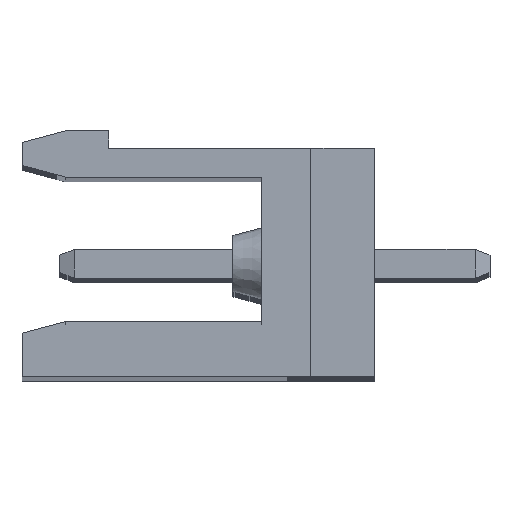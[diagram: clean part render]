
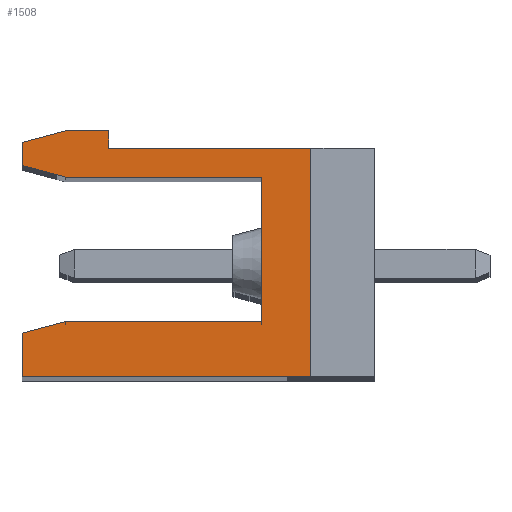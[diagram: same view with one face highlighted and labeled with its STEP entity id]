
A CAD part, top view. The second image highlights one B-rep face of the part: STEP entity #1508.
In plain terms, the highlighted planar face has unit normal (0, 0, 1).
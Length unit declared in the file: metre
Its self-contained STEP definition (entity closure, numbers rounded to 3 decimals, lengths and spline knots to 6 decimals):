
#1508=ADVANCED_FACE('',(#3779),#3780,.F.);
#3779=FACE_OUTER_BOUND('',#6795,.T.);
#3780=PLANE('',#6796);
#6795=EDGE_LOOP('',(#11449,#11450,#11451,#11452,#11453,#11454,#11455,#11456,#11457,#11458,#11459,#11460,#11461));
#6796=AXIS2_PLACEMENT_3D('',#11462,#11463,#11464);
#11449=ORIENTED_EDGE('',*,*,#18972,.F.);
#11450=ORIENTED_EDGE('',*,*,#18486,.F.);
#11451=ORIENTED_EDGE('',*,*,#18934,.F.);
#11452=ORIENTED_EDGE('',*,*,#18728,.F.);
#11453=ORIENTED_EDGE('',*,*,#18973,.T.);
#11454=ORIENTED_EDGE('',*,*,#18974,.T.);
#11455=ORIENTED_EDGE('',*,*,#18975,.T.);
#11456=ORIENTED_EDGE('',*,*,#17792,.T.);
#11457=ORIENTED_EDGE('',*,*,#18976,.T.);
#11458=ORIENTED_EDGE('',*,*,#18977,.T.);
#11459=ORIENTED_EDGE('',*,*,#18978,.T.);
#11460=ORIENTED_EDGE('',*,*,#18979,.T.);
#11461=ORIENTED_EDGE('',*,*,#17884,.F.);
#11462=CARTESIAN_POINT('',(-0.0037,0.0069,1.31824));
#11463=DIRECTION('',(0.0,0.0,-1.0));
#11464=DIRECTION('',(0.0,-1.0,0.0));
#17792=EDGE_CURVE('',#21264,#21262,#21265,.T.);
#17884=EDGE_CURVE('',#21444,#21446,#21447,.T.);
#18486=EDGE_CURVE('',#22411,#22412,#22413,.T.);
#18728=EDGE_CURVE('',#22792,#22788,#22794,.T.);
#18934=EDGE_CURVE('',#22788,#22411,#23083,.T.);
#18972=EDGE_CURVE('',#22412,#21444,#23132,.T.);
#18973=EDGE_CURVE('',#22792,#23133,#23134,.T.);
#18974=EDGE_CURVE('',#23133,#23135,#23136,.T.);
#18975=EDGE_CURVE('',#23135,#21264,#23137,.T.);
#18976=EDGE_CURVE('',#21262,#23138,#23139,.T.);
#18977=EDGE_CURVE('',#23138,#23140,#23141,.T.);
#18978=EDGE_CURVE('',#23140,#23142,#23143,.T.);
#18979=EDGE_CURVE('',#23142,#21446,#23144,.T.);
#21262=VERTEX_POINT('',#26282);
#21264=VERTEX_POINT('',#26285);
#21265=LINE('',#26286,#26287);
#21444=VERTEX_POINT('',#26555);
#21446=VERTEX_POINT('',#26558);
#21447=LINE('',#26559,#26560);
#22411=VERTEX_POINT('',#28013);
#22412=VERTEX_POINT('',#28014);
#22413=LINE('',#28015,#28016);
#22788=VERTEX_POINT('',#28556);
#22792=VERTEX_POINT('',#28564);
#22794=LINE('',#28567,#28568);
#23083=LINE('',#28999,#29000);
#23132=LINE('',#29071,#29072);
#23133=VERTEX_POINT('',#29073);
#23134=LINE('',#29074,#29075);
#23135=VERTEX_POINT('',#29076);
#23136=LINE('',#29077,#29078);
#23137=LINE('',#29079,#29080);
#23138=VERTEX_POINT('',#29081);
#23139=LINE('',#29082,#29083);
#23140=VERTEX_POINT('',#29084);
#23141=LINE('',#29085,#29086);
#23142=VERTEX_POINT('',#29087);
#23143=LINE('',#29088,#29089);
#23144=LINE('',#29090,#29091);
#26282=CARTESIAN_POINT('',(-0.009,0.0079,1.31824));
#26285=CARTESIAN_POINT('',(-0.002,0.0079,1.31824));
#26286=CARTESIAN_POINT('',(-0.0022,0.0079,1.31824));
#26287=VECTOR('',#33475,1.0);
#26555=CARTESIAN_POINT('',(-0.010507,0.0069,1.31824));
#26558=CARTESIAN_POINT('',(-0.012,0.0073,1.31824));
#26559=CARTESIAN_POINT('',(-0.012,0.0073,1.31824));
#26560=VECTOR('',#33566,1.0);
#28013=CARTESIAN_POINT('',(-0.0037,0.0019,1.31824));
#28014=CARTESIAN_POINT('',(-0.0037,0.0069,1.31824));
#28015=CARTESIAN_POINT('',(-0.0037,0.0069,1.31824));
#28016=VECTOR('',#34090,1.0);
#28556=CARTESIAN_POINT('',(-0.0105,0.0019,1.31824));
#28564=CARTESIAN_POINT('',(-0.012,0.001498,1.31824));
#28567=CARTESIAN_POINT('',(-0.0105,0.0019,1.31824));
#28568=VECTOR('',#34339,1.0);
#28999=CARTESIAN_POINT('',(-0.0037,0.0019,1.31824));
#29000=VECTOR('',#34491,1.0);
#29071=CARTESIAN_POINT('',(-0.010507,0.0069,1.31824));
#29072=VECTOR('',#34514,1.0);
#29073=CARTESIAN_POINT('',(-0.012,0.,1.31824));
#29074=CARTESIAN_POINT('',(-0.012,0.0082,1.31824));
#29075=VECTOR('',#34515,1.0);
#29076=CARTESIAN_POINT('',(-0.002,0.,1.31824));
#29077=CARTESIAN_POINT('',(-0.012,0.,1.31824));
#29078=VECTOR('',#34516,1.0);
#29079=CARTESIAN_POINT('',(-0.002,0.0079,1.31824));
#29080=VECTOR('',#34517,1.0);
#29081=CARTESIAN_POINT('',(-0.009,0.0085,1.31824));
#29082=CARTESIAN_POINT('',(-0.009,0.0081,1.31824));
#29083=VECTOR('',#34518,1.0);
#29084=CARTESIAN_POINT('',(-0.010507,0.0085,1.31824));
#29085=CARTESIAN_POINT('',(-0.009,0.0085,1.31824));
#29086=VECTOR('',#34519,1.0);
#29087=CARTESIAN_POINT('',(-0.012,0.0081,1.31824));
#29088=CARTESIAN_POINT('',(-0.010507,0.0085,1.31824));
#29089=VECTOR('',#34520,1.0);
#29090=CARTESIAN_POINT('',(-0.012,0.0082,1.31824));
#29091=VECTOR('',#34521,1.0);
#33475=DIRECTION('',(-1.0,0.0,0.0));
#33566=DIRECTION('',(-0.966,0.259,0.0));
#34090=DIRECTION('',(0.,1.0,0.0));
#34339=DIRECTION('',(0.966,0.259,0.0));
#34491=DIRECTION('',(1.0,0.0,0.0));
#34514=DIRECTION('',(-1.0,0.0,0.0));
#34515=DIRECTION('',(0.0,-1.0,0.0));
#34516=DIRECTION('',(1.0,0.0,0.0));
#34517=DIRECTION('',(0.0,1.0,0.0));
#34518=DIRECTION('',(0.,1.0,0.0));
#34519=DIRECTION('',(-1.0,0.0,0.0));
#34520=DIRECTION('',(-0.966,-0.259,0.0));
#34521=DIRECTION('',(0.0,-1.0,0.0));
